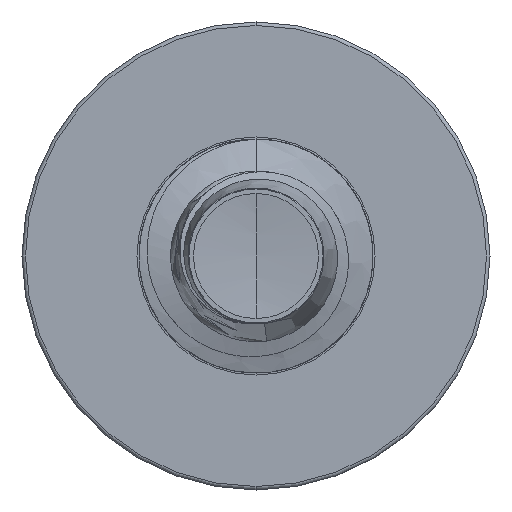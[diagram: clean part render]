
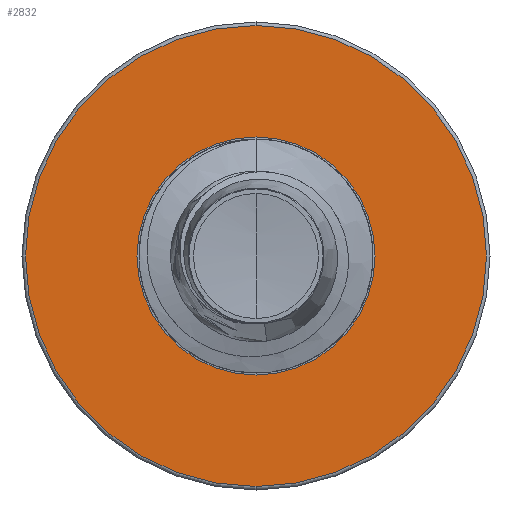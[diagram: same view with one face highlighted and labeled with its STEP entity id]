
A CAD part, front view. The second image highlights one B-rep face of the part: STEP entity #2832.
In plain terms, the highlighted planar face has unit normal (0, -1, 0).
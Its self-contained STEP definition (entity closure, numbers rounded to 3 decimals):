
#209 = CARTESIAN_POINT ( 'NONE',  ( 0., 10., 0.916 ) ) ;
#891 = DIRECTION ( 'NONE',  ( 0., 0., 1. ) ) ;
#1308 = CARTESIAN_POINT ( 'NONE',  ( 0., 10., 1.773 ) ) ;
#2180 = CIRCLE ( 'NONE', #23378, 1.773 ) ;
#2303 = DIRECTION ( 'NONE',  ( 0., 0., 1. ) ) ;
#2312 = PLANE ( 'NONE',  #23246 ) ;
#2392 = CARTESIAN_POINT ( 'NONE',  ( 0., 10., -0.916 ) ) ;
#2584 = DIRECTION ( 'NONE',  ( 0., 1., 0. ) ) ;
#2832 = ADVANCED_FACE ( 'NONE', ( #7493, #12335 ), #2312, .F. ) ;
#3891 = ORIENTED_EDGE ( 'NONE', *, *, #20107, .F. ) ;
#5059 = VERTEX_POINT ( 'NONE', #209 ) ;
#5210 = CIRCLE ( 'NONE', #10990, 0.916 ) ;
#5376 = AXIS2_PLACEMENT_3D ( 'NONE', #22712, #12462, #891 ) ;
#5514 = CARTESIAN_POINT ( 'NONE',  ( 0., 10., 0. ) ) ;
#5529 = ORIENTED_EDGE ( 'NONE', *, *, #14887, .F. ) ;
#6272 = EDGE_LOOP ( 'NONE', ( #3891, #5529 ) ) ;
#7373 = VERTEX_POINT ( 'NONE', #1308 ) ;
#7434 = DIRECTION ( 'NONE',  ( 0., 0., 1. ) ) ;
#7493 = FACE_OUTER_BOUND ( 'NONE', #6272, .T. ) ;
#7523 = CARTESIAN_POINT ( 'NONE',  ( 0., 10., -1.773 ) ) ;
#8772 = CARTESIAN_POINT ( 'NONE',  ( 0., 10., 0. ) ) ;
#8865 = CARTESIAN_POINT ( 'NONE',  ( 0., 10., 0. ) ) ;
#9852 = AXIS2_PLACEMENT_3D ( 'NONE', #8772, #21194, #10713 ) ;
#10713 = DIRECTION ( 'NONE',  ( 0., 0., 1. ) ) ;
#10803 = DIRECTION ( 'NONE',  ( 0., 0., 1. ) ) ;
#10990 = AXIS2_PLACEMENT_3D ( 'NONE', #5514, #18545, #7434 ) ;
#11428 = EDGE_CURVE ( 'NONE', #5059, #13075, #20800, .T. ) ;
#12335 = FACE_BOUND ( 'NONE', #16395, .T. ) ;
#12411 = CIRCLE ( 'NONE', #5376, 1.773 ) ;
#12462 = DIRECTION ( 'NONE',  ( 0., 1., 0. ) ) ;
#13075 = VERTEX_POINT ( 'NONE', #20442 ) ;
#14887 = EDGE_CURVE ( 'NONE', #15662, #7373, #2180, .T. ) ;
#15662 = VERTEX_POINT ( 'NONE', #7523 ) ;
#16037 = ORIENTED_EDGE ( 'NONE', *, *, #11428, .T. ) ;
#16395 = EDGE_LOOP ( 'NONE', ( #16037, #16550 ) ) ;
#16550 = ORIENTED_EDGE ( 'NONE', *, *, #18731, .T. ) ;
#18545 = DIRECTION ( 'NONE',  ( 0., 1., 0. ) ) ;
#18731 = EDGE_CURVE ( 'NONE', #13075, #5059, #5210, .T. ) ;
#20107 = EDGE_CURVE ( 'NONE', #7373, #15662, #12411, .T. ) ;
#20442 = CARTESIAN_POINT ( 'NONE',  ( 0., 10., -0.916 ) ) ;
#20800 = CIRCLE ( 'NONE', #9852, 0.916 ) ;
#21194 = DIRECTION ( 'NONE',  ( 0., 1., 0. ) ) ;
#21266 = DIRECTION ( 'NONE',  ( 0., 1., 0. ) ) ;
#22712 = CARTESIAN_POINT ( 'NONE',  ( 0., 10., 0. ) ) ;
#23246 = AXIS2_PLACEMENT_3D ( 'NONE', #2392, #2584, #2303 ) ;
#23378 = AXIS2_PLACEMENT_3D ( 'NONE', #8865, #21266, #10803 ) ;
